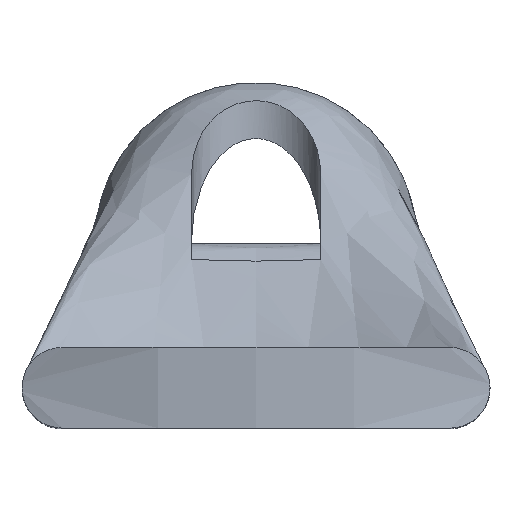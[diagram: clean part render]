
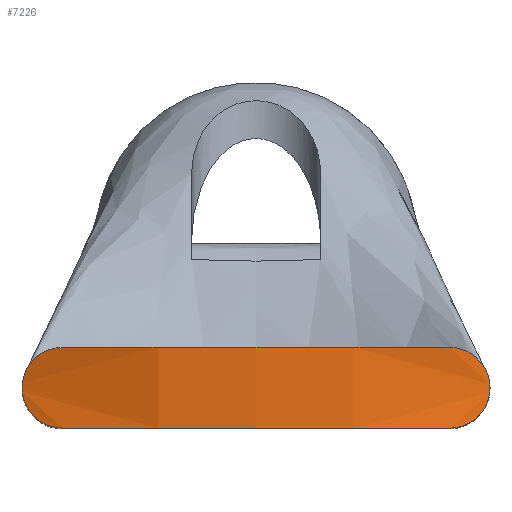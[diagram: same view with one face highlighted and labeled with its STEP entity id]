
A CAD part, top view. The second image highlights one B-rep face of the part: STEP entity #7226.
In plain terms, the highlighted cylindrical face has radius 40 mm (diameter 80 mm), a partial arc.
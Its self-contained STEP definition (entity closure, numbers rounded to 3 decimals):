
#4689=CARTESIAN_POINT('',(-12.,-6.5,67.158));
#4690=VERTEX_POINT('',#4689);
#4699=CARTESIAN_POINT('',(12.,-6.5,67.158));
#4700=VERTEX_POINT('',#4699);
#4701=CARTESIAN_POINT('',(0.,-6.5,29.));
#4702=DIRECTION('',(0.,1.,0.));
#4703=DIRECTION('',(0.363,0.,-0.932));
#4704=AXIS2_PLACEMENT_3D('',#4701,#4702,#4703);
#4705=CIRCLE('',#4704,40.);
#4706=EDGE_CURVE('',#4690,#4700,#4705,.T.);
#7104=CARTESIAN_POINT('',(12.,-11.5,67.158));
#7105=VERTEX_POINT('',#7104);
#7112=CARTESIAN_POINT('',(-12.,-11.5,67.158));
#7113=VERTEX_POINT('',#7112);
#7114=CARTESIAN_POINT('',(0.,-11.5,29.));
#7115=DIRECTION('',(0.,-1.,0.));
#7116=DIRECTION('',(0.363,0.,-0.932));
#7117=AXIS2_PLACEMENT_3D('',#7114,#7115,#7116);
#7118=CIRCLE('',#7117,40.);
#7119=EDGE_CURVE('',#7105,#7113,#7118,.T.);
#7139=CARTESIAN_POINT('',(-14.5,-9.,66.279));
#7140=VERTEX_POINT('',#7139);
#7141=CARTESIAN_POINT('',(-14.5,-9.0,66.279));
#7142=CARTESIAN_POINT('',(-14.5,-8.686,66.279));
#7143=CARTESIAN_POINT('',(-14.437,-8.354,66.304));
#7144=CARTESIAN_POINT('',(-14.187,-7.745,66.4));
#7145=CARTESIAN_POINT('',(-14.,-7.47,66.471));
#7146=CARTESIAN_POINT('',(-13.562,-7.022,66.631));
#7147=CARTESIAN_POINT('',(-13.278,-6.825,66.733));
#7148=CARTESIAN_POINT('',(-12.655,-6.564,66.947));
#7149=CARTESIAN_POINT('',(-12.317,-6.5,67.058));
#7150=CARTESIAN_POINT('',(-12.,-6.5,67.158));
#7151=B_SPLINE_CURVE_WITH_KNOTS('',3,(#7141,#7142,#7143,#7144,#7145,#7146,#7147,#7148,#7149,#7150),.UNSPECIFIED.,.F.,.U.,(4,2,2,2,4),(1.544,1.638,1.732,1.832,1.932),.UNSPECIFIED.);
#7152=EDGE_CURVE('',#7140,#4690,#7151,.T.);
#7159=CARTESIAN_POINT('',(-12.,-11.5,67.158));
#7160=CARTESIAN_POINT('',(-12.317,-11.5,67.058));
#7161=CARTESIAN_POINT('',(-12.655,-11.436,66.947));
#7162=CARTESIAN_POINT('',(-13.278,-11.175,66.733));
#7163=CARTESIAN_POINT('',(-13.562,-10.978,66.631));
#7164=CARTESIAN_POINT('',(-14.,-10.53,66.471));
#7165=CARTESIAN_POINT('',(-14.187,-10.255,66.4));
#7166=CARTESIAN_POINT('',(-14.437,-9.646,66.304));
#7167=CARTESIAN_POINT('',(-14.5,-9.314,66.279));
#7168=CARTESIAN_POINT('',(-14.5,-9.,66.279));
#7169=B_SPLINE_CURVE_WITH_KNOTS('',3,(#7159,#7160,#7161,#7162,#7163,#7164,#7165,#7166,#7167,#7168),.UNSPECIFIED.,.F.,.U.,(4,2,2,2,4),(1.156,1.256,1.356,1.45,1.544),.UNSPECIFIED.);
#7170=EDGE_CURVE('',#7113,#7140,#7169,.T.);
#7187=CARTESIAN_POINT('',(0.,-6.5,29.));
#7188=DIRECTION('',(0.,-1.0,0.0));
#7189=DIRECTION('',(0.363,0.,-0.932));
#7190=AXIS2_PLACEMENT_3D('',#7187,#7188,#7189);
#7191=CYLINDRICAL_SURFACE('',#7190,40.0);
#7192=CARTESIAN_POINT('',(14.5,-9.,66.279));
#7193=VERTEX_POINT('',#7192);
#7194=CARTESIAN_POINT('',(14.5,-9.,66.279));
#7195=CARTESIAN_POINT('',(14.5,-9.314,66.279));
#7196=CARTESIAN_POINT('',(14.437,-9.646,66.304));
#7197=CARTESIAN_POINT('',(14.187,-10.255,66.4));
#7198=CARTESIAN_POINT('',(14.,-10.53,66.471));
#7199=CARTESIAN_POINT('',(13.562,-10.978,66.631));
#7200=CARTESIAN_POINT('',(13.278,-11.175,66.733));
#7201=CARTESIAN_POINT('',(12.655,-11.436,66.947));
#7202=CARTESIAN_POINT('',(12.317,-11.5,67.058));
#7203=CARTESIAN_POINT('',(12.,-11.5,67.158));
#7204=B_SPLINE_CURVE_WITH_KNOTS('',3,(#7194,#7195,#7196,#7197,#7198,#7199,#7200,#7201,#7202,#7203),.UNSPECIFIED.,.F.,.U.,(4,2,2,2,4),(0.772,0.866,0.96,1.06,1.16),.UNSPECIFIED.);
#7205=EDGE_CURVE('',#7193,#7105,#7204,.T.);
#7206=ORIENTED_EDGE('',*,*,#7205,.F.);
#7207=CARTESIAN_POINT('',(12.,-6.5,67.158));
#7208=CARTESIAN_POINT('',(12.317,-6.5,67.058));
#7209=CARTESIAN_POINT('',(12.655,-6.564,66.947));
#7210=CARTESIAN_POINT('',(13.278,-6.825,66.733));
#7211=CARTESIAN_POINT('',(13.562,-7.022,66.631));
#7212=CARTESIAN_POINT('',(14.,-7.47,66.471));
#7213=CARTESIAN_POINT('',(14.187,-7.745,66.4));
#7214=CARTESIAN_POINT('',(14.437,-8.354,66.304));
#7215=CARTESIAN_POINT('',(14.5,-8.686,66.279));
#7216=CARTESIAN_POINT('',(14.5,-9.,66.279));
#7217=B_SPLINE_CURVE_WITH_KNOTS('',3,(#7207,#7208,#7209,#7210,#7211,#7212,#7213,#7214,#7215,#7216),.UNSPECIFIED.,.F.,.U.,(4,2,2,2,4),(0.384,0.484,0.584,0.678,0.772),.UNSPECIFIED.);
#7218=EDGE_CURVE('',#4700,#7193,#7217,.T.);
#7219=ORIENTED_EDGE('',*,*,#7218,.F.);
#7220=ORIENTED_EDGE('',*,*,#4706,.F.);
#7221=ORIENTED_EDGE('',*,*,#7152,.F.);
#7222=ORIENTED_EDGE('',*,*,#7170,.F.);
#7223=ORIENTED_EDGE('',*,*,#7119,.F.);
#7224=EDGE_LOOP('',(#7206,#7219,#7220,#7221,#7222,#7223));
#7225=FACE_OUTER_BOUND('',#7224,.T.);
#7226=ADVANCED_FACE('',(#7225),#7191,.T.);
